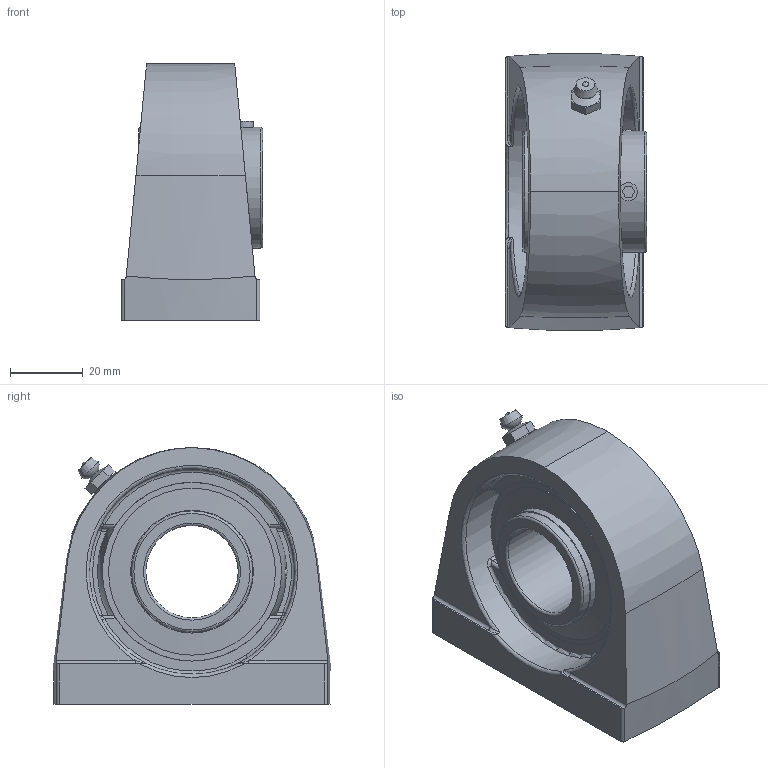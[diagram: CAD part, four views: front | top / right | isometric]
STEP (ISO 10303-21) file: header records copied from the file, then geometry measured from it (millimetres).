
FILE_DESCRIPTION(/* description */ ('Alibre Inc.'),/* implementation_level */ '2;1');
FILE_NAME(/* name */ 'export0',/* time_stamp */ '2006-10-09T16:27:07-07:00',/* author */ (''),/* organization */ (''),/* preprocessor_version */ 'ST-DEVELOPER v10',/* originating_system */ 'Alibre',/* authorisation */ '');
FILE_SCHEMA (('AUTOMOTIVE_DESIGN'));
Length unit declared in the file: centimetre
Bounding box: 38.85 x 76.2 x 70.64 mm (x, y, z)
Volume: 92319.2 mm3; surface area: 36100.6 mm2
Topology: 6 solids, 6 shells, 144 faces, 353 edges, 220 vertices
Faces by surface type: plane 59, cylinder 42, torus 14, cone 10, bspline 10, sphere 9
Full cylindrical faces by diameter (mm): 2.01 x2, 4.902 x4, 6.045 x2, 9.525 x2, 25.4 x1, 33.249 x3, 33.757 x2, 45.923 x3, 56.439 x2
Entity records: 5825 total; most frequent: CARTESIAN_POINT 2878, ORIENTED_EDGE 582, DIRECTION 518, EDGE_CURVE 289, AXIS2_PLACEMENT_3D 237, FACE_BOUND 207, EDGE_LOOP 205, VERTEX_POINT 204
